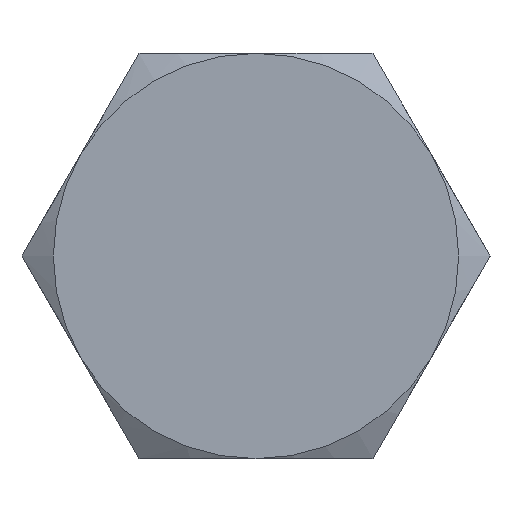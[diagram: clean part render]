
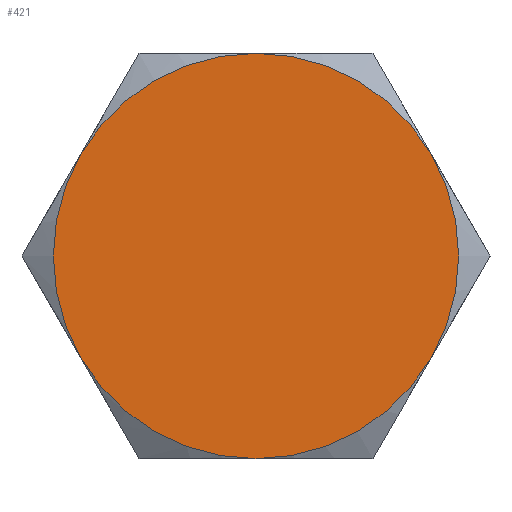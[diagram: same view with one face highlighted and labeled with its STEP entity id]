
A CAD part, left-side view. The second image highlights one B-rep face of the part: STEP entity #421.
In plain terms, the highlighted planar face has unit normal (-1, 0, 0).
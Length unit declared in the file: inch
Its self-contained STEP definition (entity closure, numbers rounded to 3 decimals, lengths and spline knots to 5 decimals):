
#9 = ORIENTED_EDGE ( 'NONE', *, *, #457, .T. ) ;
#15 = EDGE_CURVE ( 'NONE', #430, #94, #75, .T. ) ;
#20 = DIRECTION ( 'NONE',  ( -1., 0., 0. ) ) ;
#21 = CARTESIAN_POINT ( 'NONE',  ( -0.375, 0., 0. ) ) ;
#23 = DIRECTION ( 'NONE',  ( 0., 0., 1. ) ) ;
#25 = CARTESIAN_POINT ( 'NONE',  ( -0.375, 0., 0.28125 ) ) ;
#33 = EDGE_LOOP ( 'NONE', ( #533, #9, #308, #437, #439, #436 ) ) ;
#38 = CARTESIAN_POINT ( 'NONE',  ( -0.375, 0., -0.28125 ) ) ;
#55 = CIRCLE ( 'NONE', #450, 0.28125 ) ;
#70 = DIRECTION ( 'NONE',  ( -1., 0., 0. ) ) ;
#71 = CARTESIAN_POINT ( 'NONE',  ( -0.375, 0., 0. ) ) ;
#73 = DIRECTION ( 'NONE',  ( -1., 0., 0. ) ) ;
#74 = DIRECTION ( 'NONE',  ( 0., 0., 1. ) ) ;
#75 = CIRCLE ( 'NONE', #480, 0.28125 ) ;
#78 = CARTESIAN_POINT ( 'NONE',  ( -0.375, 0.16238, 0.28125 ) ) ;
#79 = AXIS2_PLACEMENT_3D ( 'NONE', #78, #70, #84 ) ;
#82 = PLANE ( 'NONE',  #79 ) ;
#84 = DIRECTION ( 'NONE',  ( 0., 0., 1. ) ) ;
#86 = CARTESIAN_POINT ( 'NONE',  ( -0.375, -0.24357, 0.14062 ) ) ;
#94 = VERTEX_POINT ( 'NONE', #25 ) ;
#112 = EDGE_CURVE ( 'NONE', #162, #430, #55, .T. ) ;
#130 = CARTESIAN_POINT ( 'NONE',  ( -0.375, 0.24357, -0.14063 ) ) ;
#132 = CARTESIAN_POINT ( 'NONE',  ( -0.375, 0.24357, 0.14062 ) ) ;
#152 = CARTESIAN_POINT ( 'NONE',  ( -0.375, 0., 0. ) ) ;
#153 = DIRECTION ( 'NONE',  ( 0., 0., 1. ) ) ;
#162 = VERTEX_POINT ( 'NONE', #515 ) ;
#197 = DIRECTION ( 'NONE',  ( -1., 0., 0. ) ) ;
#217 = CARTESIAN_POINT ( 'NONE',  ( -0.375, 0., 0. ) ) ;
#278 = DIRECTION ( 'NONE',  ( 0., 0., 1. ) ) ;
#283 = DIRECTION ( 'NONE',  ( -1., 0., 0. ) ) ;
#308 = ORIENTED_EDGE ( 'NONE', *, *, #353, .T. ) ;
#325 = VERTEX_POINT ( 'NONE', #130 ) ;
#353 = EDGE_CURVE ( 'NONE', #487, #325, #504, .T. ) ;
#380 = AXIS2_PLACEMENT_3D ( 'NONE', #217, #283, #278 ) ;
#383 = VERTEX_POINT ( 'NONE', #38 ) ;
#398 = AXIS2_PLACEMENT_3D ( 'NONE', #71, #73, #74 ) ;
#413 = EDGE_CURVE ( 'NONE', #325, #383, #529, .T. ) ;
#421 = ADVANCED_FACE ( 'NONE', ( #600 ), #82, .T. ) ;
#430 = VERTEX_POINT ( 'NONE', #86 ) ;
#436 = ORIENTED_EDGE ( 'NONE', *, *, #112, .T. ) ;
#437 = ORIENTED_EDGE ( 'NONE', *, *, #413, .T. ) ;
#439 = ORIENTED_EDGE ( 'NONE', *, *, #445, .T. ) ;
#445 = EDGE_CURVE ( 'NONE', #383, #162, #482, .T. ) ;
#450 = AXIS2_PLACEMENT_3D ( 'NONE', #511, #508, #567 ) ;
#457 = EDGE_CURVE ( 'NONE', #94, #487, #476, .T. ) ;
#476 = CIRCLE ( 'NONE', #380, 0.28125 ) ;
#480 = AXIS2_PLACEMENT_3D ( 'NONE', #21, #20, #23 ) ;
#482 = CIRCLE ( 'NONE', #499, 0.28125 ) ;
#487 = VERTEX_POINT ( 'NONE', #132 ) ;
#499 = AXIS2_PLACEMENT_3D ( 'NONE', #152, #197, #153 ) ;
#504 = CIRCLE ( 'NONE', #506, 0.28125 ) ;
#506 = AXIS2_PLACEMENT_3D ( 'NONE', #561, #558, #556 ) ;
#508 = DIRECTION ( 'NONE',  ( -1., 0., 0. ) ) ;
#511 = CARTESIAN_POINT ( 'NONE',  ( -0.375, 0., 0. ) ) ;
#515 = CARTESIAN_POINT ( 'NONE',  ( -0.375, -0.24357, -0.14062 ) ) ;
#529 = CIRCLE ( 'NONE', #398, 0.28125 ) ;
#533 = ORIENTED_EDGE ( 'NONE', *, *, #15, .T. ) ;
#556 = DIRECTION ( 'NONE',  ( 0., 0., 1. ) ) ;
#558 = DIRECTION ( 'NONE',  ( -1., 0., 0. ) ) ;
#561 = CARTESIAN_POINT ( 'NONE',  ( -0.375, 0., 0. ) ) ;
#567 = DIRECTION ( 'NONE',  ( 0., 0., 1. ) ) ;
#600 = FACE_OUTER_BOUND ( 'NONE', #33, .T. ) ;
